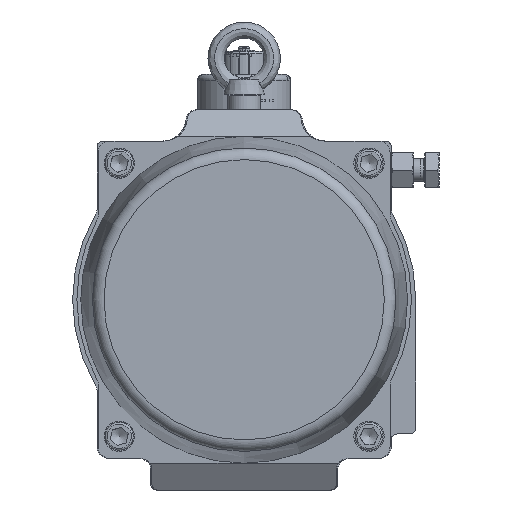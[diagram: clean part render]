
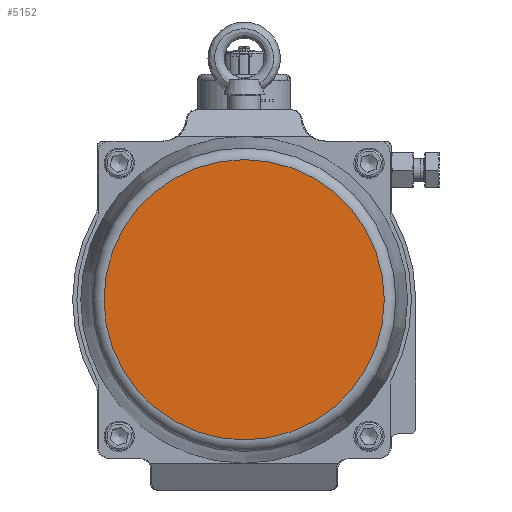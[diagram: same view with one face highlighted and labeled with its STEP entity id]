
A CAD part, front view. The second image highlights one B-rep face of the part: STEP entity #5152.
In plain terms, the highlighted planar face has unit normal (0, -1, 0).
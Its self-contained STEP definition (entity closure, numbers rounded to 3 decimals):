
#2953=FACE_OUTER_BOUND('',#12688,.T.);
#3789=PLANE('',#28253);
#5152=ADVANCED_FACE('',(#2953),#3789,.T.);
#10539=CIRCLE('',#28252,120.08);
#12688=EDGE_LOOP('',(#16576));
#16576=ORIENTED_EDGE('',*,*,#24404,.T.);
#21577=VERTEX_POINT('',#47632);
#24404=EDGE_CURVE('',#21577,#21577,#10539,.T.);
#28252=AXIS2_PLACEMENT_3D('',#47631,#32638,#32639);
#28253=AXIS2_PLACEMENT_3D('',#47633,#32640,#32641);
#32638=DIRECTION('',(0.,-1.,0.));
#32639=DIRECTION('',(0.,0.,-1.));
#32640=DIRECTION('',(0.,-1.,0.));
#32641=DIRECTION('',(0.,0.,-1.));
#47631=CARTESIAN_POINT('',(0.,-121.,0.));
#47632=CARTESIAN_POINT('',(0.,-121.,-120.08));
#47633=CARTESIAN_POINT('',(0.,-121.,129.));
